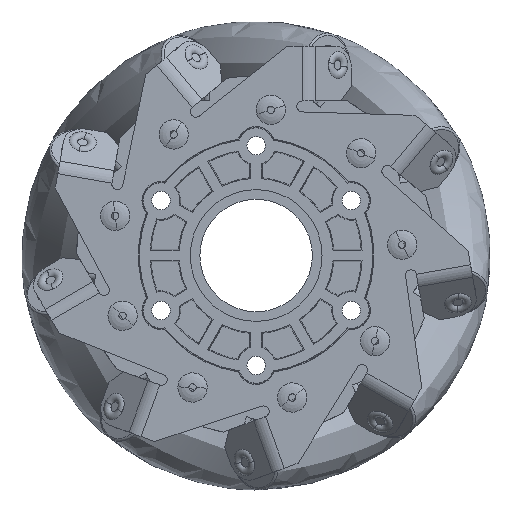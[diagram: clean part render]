
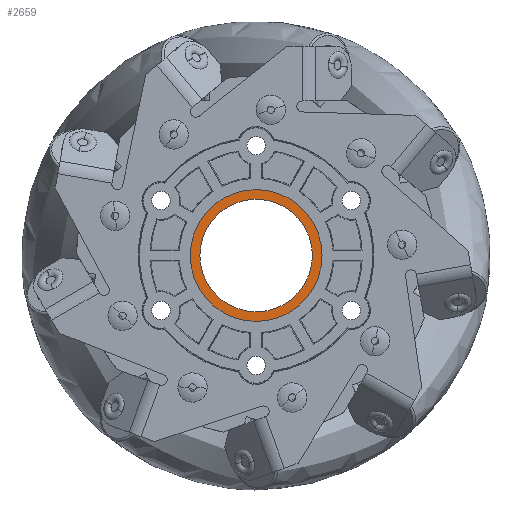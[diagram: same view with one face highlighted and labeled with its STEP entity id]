
A CAD part, left-side view. The second image highlights one B-rep face of the part: STEP entity #2659.
In plain terms, the highlighted planar face has unit normal (-1, 0, 0).
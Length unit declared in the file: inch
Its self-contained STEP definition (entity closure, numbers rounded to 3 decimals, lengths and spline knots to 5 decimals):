
#182 = CARTESIAN_POINT ( 'NONE',  ( -0.00375, 0., 0. ) ) ;
#1475 = CARTESIAN_POINT ( 'NONE',  ( -0.00375, 0., 0. ) ) ;
#1995 = DIRECTION ( 'NONE',  ( 0., 0., 1. ) ) ;
#2182 = CIRCLE ( 'NONE', #4337, 0.5625 ) ;
#2659 = ADVANCED_FACE ( 'NONE', ( #15538, #6548 ), #19426, .T. ) ;
#3202 = EDGE_CURVE ( 'NONE', #4550, #11818, #21430, .T. ) ;
#4337 = AXIS2_PLACEMENT_3D ( 'NONE', #17048, #6304, #18855 ) ;
#4523 = EDGE_LOOP ( 'NONE', ( #15506, #11774 ) ) ;
#4550 = VERTEX_POINT ( 'NONE', #18405 ) ;
#5142 = AXIS2_PLACEMENT_3D ( 'NONE', #182, #12739, #1995 ) ;
#5572 = EDGE_LOOP ( 'NONE', ( #16178, #18858 ) ) ;
#5672 = DIRECTION ( 'NONE',  ( -1., 0., 0. ) ) ;
#6304 = DIRECTION ( 'NONE',  ( -1., 0., 0. ) ) ;
#6548 = FACE_OUTER_BOUND ( 'NONE', #4523, .T. ) ;
#8837 = CIRCLE ( 'NONE', #5142, 0.48 ) ;
#9262 = CARTESIAN_POINT ( 'NONE',  ( -0.00375, 0., 0. ) ) ;
#10302 = AXIS2_PLACEMENT_3D ( 'NONE', #1475, #10489, #23033 ) ;
#10489 = DIRECTION ( 'NONE',  ( -1., 0., 0. ) ) ;
#11074 = DIRECTION ( 'NONE',  ( 0., 0., 1. ) ) ;
#11572 = EDGE_CURVE ( 'NONE', #17142, #19810, #8837, .T. ) ;
#11613 = AXIS2_PLACEMENT_3D ( 'NONE', #9262, #21823, #11074 ) ;
#11774 = ORIENTED_EDGE ( 'NONE', *, *, #21237, .T. ) ;
#11818 = VERTEX_POINT ( 'NONE', #22292 ) ;
#12739 = DIRECTION ( 'NONE',  ( -1., 0., 0. ) ) ;
#13248 = CIRCLE ( 'NONE', #11613, 0.48 ) ;
#13499 = EDGE_CURVE ( 'NONE', #19810, #17142, #13248, .T. ) ;
#15506 = ORIENTED_EDGE ( 'NONE', *, *, #3202, .T. ) ;
#15538 = FACE_BOUND ( 'NONE', #5572, .T. ) ;
#16178 = ORIENTED_EDGE ( 'NONE', *, *, #13499, .F. ) ;
#16418 = CARTESIAN_POINT ( 'NONE',  ( -0.00375, 0., 0. ) ) ;
#17048 = CARTESIAN_POINT ( 'NONE',  ( -0.00375, 0., 0. ) ) ;
#17142 = VERTEX_POINT ( 'NONE', #21713 ) ;
#18221 = DIRECTION ( 'NONE',  ( 0., 0., 1. ) ) ;
#18405 = CARTESIAN_POINT ( 'NONE',  ( -0.00375, 0., 0.5625 ) ) ;
#18855 = DIRECTION ( 'NONE',  ( 0., 0., 1. ) ) ;
#18858 = ORIENTED_EDGE ( 'NONE', *, *, #11572, .F. ) ;
#19426 = PLANE ( 'NONE',  #10302 ) ;
#19581 = CARTESIAN_POINT ( 'NONE',  ( -0.00375, 0., 0.48 ) ) ;
#19810 = VERTEX_POINT ( 'NONE', #19581 ) ;
#20237 = AXIS2_PLACEMENT_3D ( 'NONE', #16418, #5672, #18221 ) ;
#21237 = EDGE_CURVE ( 'NONE', #11818, #4550, #2182, .T. ) ;
#21430 = CIRCLE ( 'NONE', #20237, 0.5625 ) ;
#21713 = CARTESIAN_POINT ( 'NONE',  ( -0.00375, 0., -0.48 ) ) ;
#21823 = DIRECTION ( 'NONE',  ( -1., 0., 0. ) ) ;
#22292 = CARTESIAN_POINT ( 'NONE',  ( -0.00375, 0., -0.5625 ) ) ;
#23033 = DIRECTION ( 'NONE',  ( 0., 0., 1. ) ) ;
